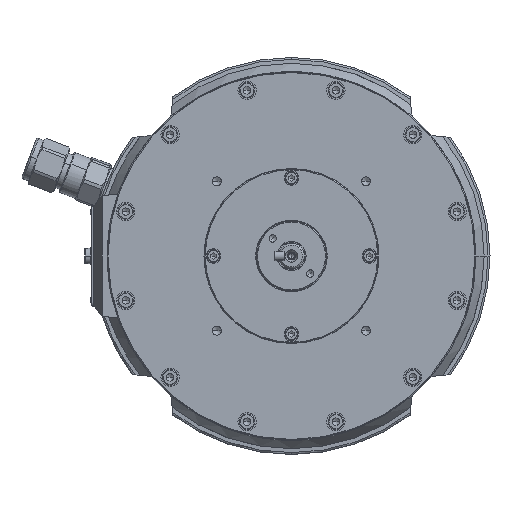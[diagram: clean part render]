
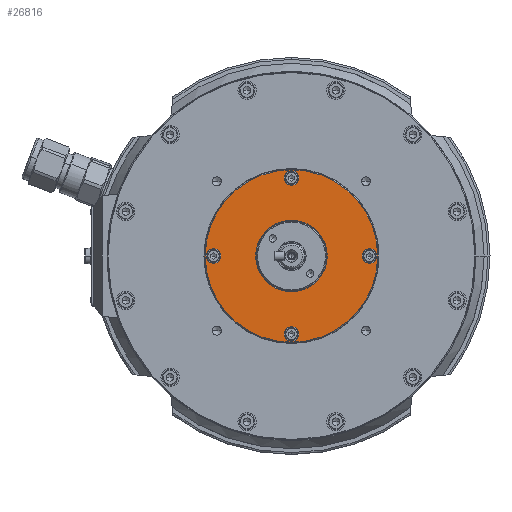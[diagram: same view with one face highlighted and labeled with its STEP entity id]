
A CAD part, left-side view. The second image highlights one B-rep face of the part: STEP entity #26816.
In plain terms, the highlighted planar face has unit normal (-1, 0, 0).
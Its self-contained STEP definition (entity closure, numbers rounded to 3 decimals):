
#15075=CARTESIAN_POINT('',(-14.498,19.5,0.));
#15076=VERTEX_POINT('',#15075);
#15101=CARTESIAN_POINT('',(-14.498,-19.5,0.));
#15102=VERTEX_POINT('',#15101);
#15109=CARTESIAN_POINT('',(-14.498,0.,0.));
#15110=DIRECTION('',(-1.0,0.0,0.0));
#15111=DIRECTION('',(0.0,1.0,0.0));
#15112=AXIS2_PLACEMENT_3D('',#15109,#15110,#15111);
#15113=CIRCLE('',#15112,19.5);
#15114=EDGE_CURVE('',#15102,#15076,#15113,.T.);
#15147=CARTESIAN_POINT('',(-14.498,4.,-42.5));
#15148=VERTEX_POINT('',#15147);
#15164=CARTESIAN_POINT('',(-14.498,-4.,-42.5));
#15165=VERTEX_POINT('',#15164);
#15172=CARTESIAN_POINT('',(-14.498,0.,-42.5));
#15173=DIRECTION('',(1.0,0.0,0.0));
#15174=DIRECTION('',(0.0,1.0,0.0));
#15175=AXIS2_PLACEMENT_3D('',#15172,#15173,#15174);
#15176=CIRCLE('',#15175,4.0);
#15177=EDGE_CURVE('',#15148,#15165,#15176,.T.);
#15189=CARTESIAN_POINT('',(-14.498,4.,42.5));
#15190=VERTEX_POINT('',#15189);
#15206=CARTESIAN_POINT('',(-14.498,-4.,42.5));
#15207=VERTEX_POINT('',#15206);
#15214=CARTESIAN_POINT('',(-14.498,0.,42.5));
#15215=DIRECTION('',(1.0,0.0,0.0));
#15216=DIRECTION('',(0.0,1.0,0.0));
#15217=AXIS2_PLACEMENT_3D('',#15214,#15215,#15216);
#15218=CIRCLE('',#15217,4.0);
#15219=EDGE_CURVE('',#15190,#15207,#15218,.T.);
#15252=CARTESIAN_POINT('',(-14.498,-38.5,0.));
#15253=VERTEX_POINT('',#15252);
#15269=CARTESIAN_POINT('',(-14.498,-46.5,0.));
#15270=VERTEX_POINT('',#15269);
#15277=CARTESIAN_POINT('',(-14.498,-42.5,0.));
#15278=DIRECTION('',(1.0,0.0,0.0));
#15279=DIRECTION('',(0.0,1.0,0.0));
#15280=AXIS2_PLACEMENT_3D('',#15277,#15278,#15279);
#15281=CIRCLE('',#15280,4.0);
#15282=EDGE_CURVE('',#15253,#15270,#15281,.T.);
#15294=CARTESIAN_POINT('',(-14.498,38.5,0.));
#15295=VERTEX_POINT('',#15294);
#15311=CARTESIAN_POINT('',(-14.498,46.5,0.));
#15312=VERTEX_POINT('',#15311);
#15319=CARTESIAN_POINT('',(-14.498,42.5,0.));
#15320=DIRECTION('',(1.0,0.0,0.0));
#15321=DIRECTION('',(0.0,-1.0,0.0));
#15322=AXIS2_PLACEMENT_3D('',#15319,#15320,#15321);
#15323=CIRCLE('',#15322,4.0);
#15324=EDGE_CURVE('',#15295,#15312,#15323,.T.);
#15336=CARTESIAN_POINT('',(-14.498,47.,0.));
#15337=VERTEX_POINT('',#15336);
#15353=CARTESIAN_POINT('',(-14.498,-47.,0.));
#15354=VERTEX_POINT('',#15353);
#15361=CARTESIAN_POINT('',(-14.498,0.,0.));
#15362=DIRECTION('',(1.0,0.0,0.0));
#15363=DIRECTION('',(0.0,1.0,0.0));
#15364=AXIS2_PLACEMENT_3D('',#15361,#15362,#15363);
#15365=CIRCLE('',#15364,47.0);
#15366=EDGE_CURVE('',#15354,#15337,#15365,.T.);
#26745=CARTESIAN_POINT('',(-14.498,0.,0.));
#26746=DIRECTION('',(1.0,0.0,0.0));
#26747=DIRECTION('',(0.0,1.0,0.0));
#26748=AXIS2_PLACEMENT_3D('',#26745,#26746,#26747);
#26749=CIRCLE('',#26748,47.0);
#26750=EDGE_CURVE('',#15337,#15354,#26749,.T.);
#26757=CARTESIAN_POINT('',(-14.498,0.,0.));
#26758=DIRECTION('',(-1.0,0.0,0.0));
#26759=DIRECTION('',(0.0,1.0,0.0));
#26760=AXIS2_PLACEMENT_3D('',#26757,#26758,#26759);
#26761=PLANE('',#26760);
#26762=ORIENTED_EDGE('',*,*,#15366,.F.);
#26763=ORIENTED_EDGE('',*,*,#26750,.F.);
#26764=EDGE_LOOP('',(#26762,#26763));
#26765=FACE_OUTER_BOUND('',#26764,.T.);
#26766=ORIENTED_EDGE('',*,*,#15114,.F.);
#26767=CARTESIAN_POINT('',(-14.498,0.,0.));
#26768=DIRECTION('',(-1.0,0.0,0.0));
#26769=DIRECTION('',(0.0,1.0,0.0));
#26770=AXIS2_PLACEMENT_3D('',#26767,#26768,#26769);
#26771=CIRCLE('',#26770,19.5);
#26772=EDGE_CURVE('',#15076,#15102,#26771,.T.);
#26773=ORIENTED_EDGE('',*,*,#26772,.F.);
#26774=EDGE_LOOP('',(#26766,#26773));
#26775=FACE_BOUND('',#26774,.T.);
#26776=ORIENTED_EDGE('',*,*,#15177,.T.);
#26777=CARTESIAN_POINT('',(-14.498,0.,-42.5));
#26778=DIRECTION('',(1.0,0.0,0.0));
#26779=DIRECTION('',(0.0,1.0,0.0));
#26780=AXIS2_PLACEMENT_3D('',#26777,#26778,#26779);
#26781=CIRCLE('',#26780,4.0);
#26782=EDGE_CURVE('',#15165,#15148,#26781,.T.);
#26783=ORIENTED_EDGE('',*,*,#26782,.T.);
#26784=EDGE_LOOP('',(#26776,#26783));
#26785=FACE_BOUND('',#26784,.T.);
#26786=ORIENTED_EDGE('',*,*,#15219,.T.);
#26787=CARTESIAN_POINT('',(-14.498,0.,42.5));
#26788=DIRECTION('',(1.0,0.0,0.0));
#26789=DIRECTION('',(0.0,1.0,0.0));
#26790=AXIS2_PLACEMENT_3D('',#26787,#26788,#26789);
#26791=CIRCLE('',#26790,4.0);
#26792=EDGE_CURVE('',#15207,#15190,#26791,.T.);
#26793=ORIENTED_EDGE('',*,*,#26792,.T.);
#26794=EDGE_LOOP('',(#26786,#26793));
#26795=FACE_BOUND('',#26794,.T.);
#26796=ORIENTED_EDGE('',*,*,#15282,.T.);
#26797=CARTESIAN_POINT('',(-14.498,-42.5,0.));
#26798=DIRECTION('',(1.0,0.0,0.0));
#26799=DIRECTION('',(0.0,1.0,0.0));
#26800=AXIS2_PLACEMENT_3D('',#26797,#26798,#26799);
#26801=CIRCLE('',#26800,4.0);
#26802=EDGE_CURVE('',#15270,#15253,#26801,.T.);
#26803=ORIENTED_EDGE('',*,*,#26802,.T.);
#26804=EDGE_LOOP('',(#26796,#26803));
#26805=FACE_BOUND('',#26804,.T.);
#26806=ORIENTED_EDGE('',*,*,#15324,.T.);
#26807=CARTESIAN_POINT('',(-14.498,42.5,0.));
#26808=DIRECTION('',(1.0,0.0,0.0));
#26809=DIRECTION('',(0.0,-1.0,0.0));
#26810=AXIS2_PLACEMENT_3D('',#26807,#26808,#26809);
#26811=CIRCLE('',#26810,4.0);
#26812=EDGE_CURVE('',#15312,#15295,#26811,.T.);
#26813=ORIENTED_EDGE('',*,*,#26812,.T.);
#26814=EDGE_LOOP('',(#26806,#26813));
#26815=FACE_BOUND('',#26814,.T.);
#26816=ADVANCED_FACE('',(#26765,#26775,#26785,#26795,#26805,#26815),#26761,.T.);
